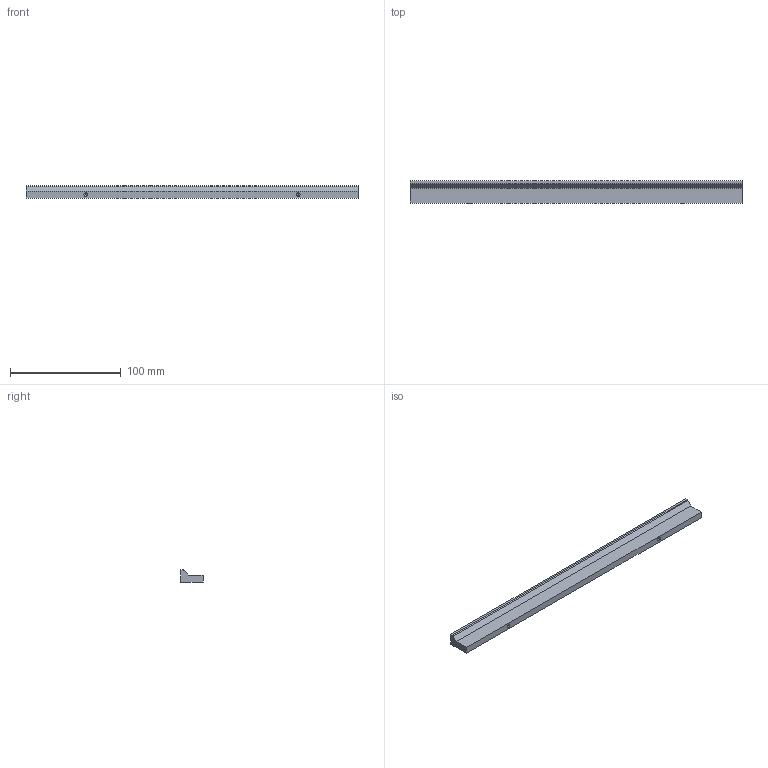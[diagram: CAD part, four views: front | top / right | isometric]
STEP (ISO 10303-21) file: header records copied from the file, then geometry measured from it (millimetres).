
FILE_DESCRIPTION (( 'STEP AP214' ), '1' );
FILE_NAME ('F002610,F002613,F002616_3D.step', '2022-06-10T07:03:31', ( '' ), ( '' ), 'SwSTEP 2.0', 'SolidWorks 2020', '' );
FILE_SCHEMA (( 'AUTOMOTIVE_DESIGN' ));
Length unit declared in the file: millimetre
Products named in the file (1): F002610,F002613,F002616_3D
Bounding box: 300 x 20 x 11 mm (x, y, z)
Volume: 44145.3 mm3; surface area: 18344.2 mm2
Topology: 1 solids, 1 shells, 17 faces, 41 edges, 24 vertices
Faces by surface type: plane 8, cylinder 5, cone 4
Entity records: 543 total; most frequent: DIRECTION 83, CARTESIAN_POINT 79, ORIENTED_EDGE 74, EDGE_CURVE 37, AXIS2_PLACEMENT_3D 28, LINE 27, VECTOR 27, VERTEX_POINT 24
